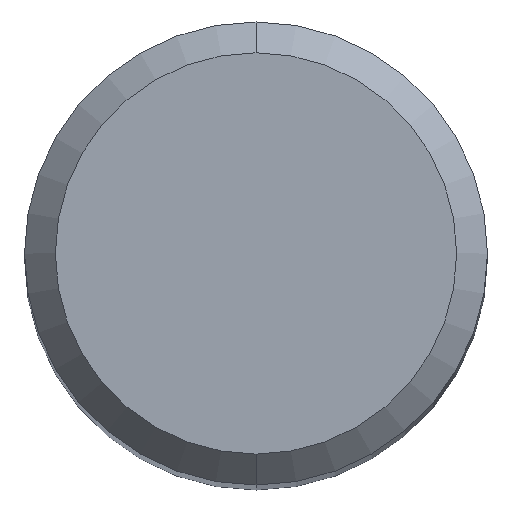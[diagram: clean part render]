
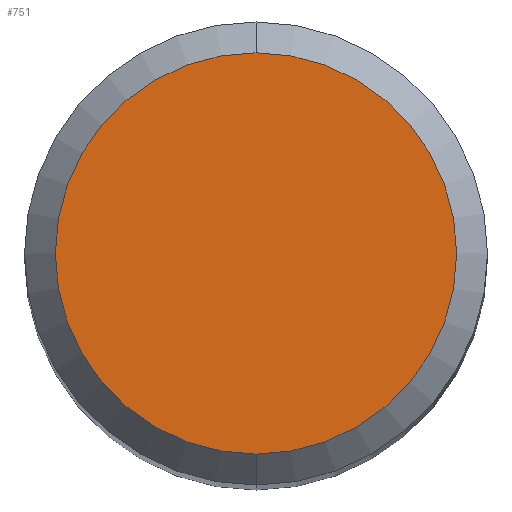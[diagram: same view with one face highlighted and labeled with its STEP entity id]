
A CAD part, top view. The second image highlights one B-rep face of the part: STEP entity #751.
In plain terms, the highlighted planar face has unit normal (0, 0, 1).
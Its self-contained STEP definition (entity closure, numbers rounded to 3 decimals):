
#397=VERTEX_POINT('',#1014);
#555=VERTEX_POINT('',#1187);
#597=EDGE_CURVE('',#397,#555,#1235,.T.);
#751=ADVANCED_FACE('',(#1408),#1409,.T.);
#809=EDGE_CURVE('',#555,#397,#1472,.T.);
#1014=CARTESIAN_POINT('',(0.0,2.6,0.0));
#1187=CARTESIAN_POINT('',(0.,-2.6,0.0));
#1235=CIRCLE('',#4368,2.6);
#1408=FACE_OUTER_BOUND('',#6694,.T.);
#1409=PLANE('',#6695);
#1472=CIRCLE('',#6964,2.6);
#4368=AXIS2_PLACEMENT_3D('',#7689,#7690,#7691);
#6694=EDGE_LOOP('',(#7895,#7896));
#6695=AXIS2_PLACEMENT_3D('',#7897,#7898,#7899);
#6964=AXIS2_PLACEMENT_3D('',#7974,#7975,#7976);
#7689=CARTESIAN_POINT('',(0.0,0.0,0.0));
#7690=DIRECTION('',(0.0,0.0,-1.0));
#7691=DIRECTION('',(0.0,1.0,0.0));
#7895=ORIENTED_EDGE('',*,*,#597,.F.);
#7896=ORIENTED_EDGE('',*,*,#809,.F.);
#7897=CARTESIAN_POINT('',(0.0,1.3,0.0));
#7898=DIRECTION('',(-0.0,0.0,1.0));
#7899=DIRECTION('',(0.0,-1.0,0.0));
#7974=CARTESIAN_POINT('',(0.0,0.0,0.0));
#7975=DIRECTION('',(0.0,0.0,-1.0));
#7976=DIRECTION('',(0.0,1.0,0.0));
